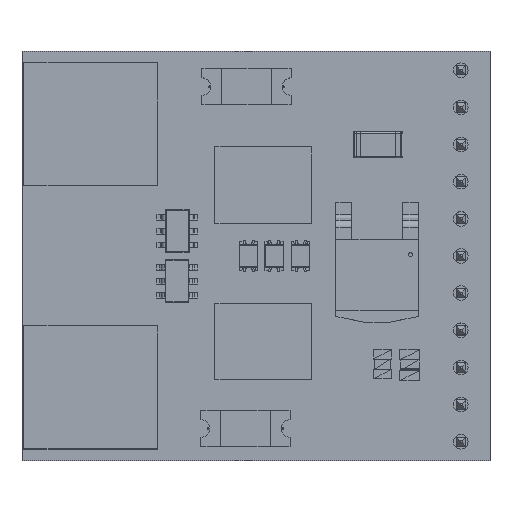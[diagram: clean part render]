
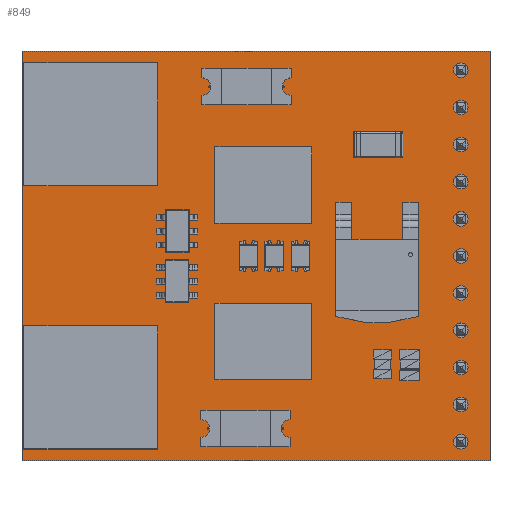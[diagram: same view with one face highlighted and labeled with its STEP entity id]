
A CAD part, top view. The second image highlights one B-rep face of the part: STEP entity #849.
In plain terms, the highlighted planar face has unit normal (0, 0, 1).
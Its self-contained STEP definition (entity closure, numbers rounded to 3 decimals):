
#180 = VERTEX_POINT('',#181);
#181 = CARTESIAN_POINT('',(0.,0.,1.59));
#187 = EDGE_CURVE('',#180,#188,#190,.T.);
#188 = VERTEX_POINT('',#189);
#189 = CARTESIAN_POINT('',(32.,0.,1.59));
#190 = LINE('',#191,#192);
#191 = CARTESIAN_POINT('',(0.,0.,1.59));
#192 = VECTOR('',#193,1.);
#193 = DIRECTION('',(1.,0.,0.));
#218 = EDGE_CURVE('',#188,#219,#221,.T.);
#219 = VERTEX_POINT('',#220);
#220 = CARTESIAN_POINT('',(32.,28.,1.59));
#221 = LINE('',#222,#223);
#222 = CARTESIAN_POINT('',(32.,0.,1.59));
#223 = VECTOR('',#224,1.);
#224 = DIRECTION('',(0.,1.,0.));
#249 = EDGE_CURVE('',#219,#250,#252,.T.);
#250 = VERTEX_POINT('',#251);
#251 = CARTESIAN_POINT('',(0.,28.,1.59));
#252 = LINE('',#253,#254);
#253 = CARTESIAN_POINT('',(32.,28.,1.59));
#254 = VECTOR('',#255,1.);
#255 = DIRECTION('',(-1.,0.,0.));
#280 = EDGE_CURVE('',#250,#180,#281,.T.);
#281 = LINE('',#282,#283);
#282 = CARTESIAN_POINT('',(0.,28.,1.59));
#283 = VECTOR('',#284,1.);
#284 = DIRECTION('',(0.,-1.,0.));
#304 = VERTEX_POINT('',#305);
#305 = CARTESIAN_POINT('',(8.65,3.25,1.59));
#311 = EDGE_CURVE('',#304,#304,#312,.T.);
#312 = CIRCLE('',#313,0.65);
#313 = AXIS2_PLACEMENT_3D('',#314,#315,#316);
#314 = CARTESIAN_POINT('',(8.,3.25,1.59));
#315 = DIRECTION('',(0.,0.,1.));
#316 = DIRECTION('',(1.,0.,0.));
#337 = VERTEX_POINT('',#338);
#338 = CARTESIAN_POINT('',(30.5,1.3,1.59));
#344 = EDGE_CURVE('',#337,#337,#345,.T.);
#345 = CIRCLE('',#346,0.5);
#346 = AXIS2_PLACEMENT_3D('',#347,#348,#349);
#347 = CARTESIAN_POINT('',(30.,1.3,1.59));
#348 = DIRECTION('',(0.,0.,1.));
#349 = DIRECTION('',(1.,0.,0.));
#370 = VERTEX_POINT('',#371);
#371 = CARTESIAN_POINT('',(30.5,3.84,1.59));
#377 = EDGE_CURVE('',#370,#370,#378,.T.);
#378 = CIRCLE('',#379,0.5);
#379 = AXIS2_PLACEMENT_3D('',#380,#381,#382);
#380 = CARTESIAN_POINT('',(30.,3.84,1.59));
#381 = DIRECTION('',(0.,0.,1.));
#382 = DIRECTION('',(1.,0.,0.));
#403 = VERTEX_POINT('',#404);
#404 = CARTESIAN_POINT('',(8.65,21.25,1.59));
#410 = EDGE_CURVE('',#403,#403,#411,.T.);
#411 = CIRCLE('',#412,0.65);
#412 = AXIS2_PLACEMENT_3D('',#413,#414,#415);
#413 = CARTESIAN_POINT('',(8.,21.25,1.59));
#414 = DIRECTION('',(0.,0.,1.));
#415 = DIRECTION('',(1.,0.,0.));
#436 = VERTEX_POINT('',#437);
#437 = CARTESIAN_POINT('',(8.65,24.75,1.59));
#443 = EDGE_CURVE('',#436,#436,#444,.T.);
#444 = CIRCLE('',#445,0.65);
#445 = AXIS2_PLACEMENT_3D('',#446,#447,#448);
#446 = CARTESIAN_POINT('',(8.,24.75,1.59));
#447 = DIRECTION('',(0.,0.,1.));
#448 = DIRECTION('',(1.,0.,0.));
#469 = VERTEX_POINT('',#470);
#470 = CARTESIAN_POINT('',(30.5,6.38,1.59));
#476 = EDGE_CURVE('',#469,#469,#477,.T.);
#477 = CIRCLE('',#478,0.5);
#478 = AXIS2_PLACEMENT_3D('',#479,#480,#481);
#479 = CARTESIAN_POINT('',(30.,6.38,1.59));
#480 = DIRECTION('',(0.,0.,1.));
#481 = DIRECTION('',(1.,0.,0.));
#502 = VERTEX_POINT('',#503);
#503 = CARTESIAN_POINT('',(8.65,6.75,1.59));
#509 = EDGE_CURVE('',#502,#502,#510,.T.);
#510 = CIRCLE('',#511,0.65);
#511 = AXIS2_PLACEMENT_3D('',#512,#513,#514);
#512 = CARTESIAN_POINT('',(8.,6.75,1.59));
#513 = DIRECTION('',(0.,0.,1.));
#514 = DIRECTION('',(1.,0.,0.));
#535 = VERTEX_POINT('',#536);
#536 = CARTESIAN_POINT('',(30.5,14.,1.59));
#542 = EDGE_CURVE('',#535,#535,#543,.T.);
#543 = CIRCLE('',#544,0.5);
#544 = AXIS2_PLACEMENT_3D('',#545,#546,#547);
#545 = CARTESIAN_POINT('',(30.,14.,1.59));
#546 = DIRECTION('',(0.,0.,1.));
#547 = DIRECTION('',(1.,0.,0.));
#568 = VERTEX_POINT('',#569);
#569 = CARTESIAN_POINT('',(30.5,16.54,1.59));
#575 = EDGE_CURVE('',#568,#568,#576,.T.);
#576 = CIRCLE('',#577,0.5);
#577 = AXIS2_PLACEMENT_3D('',#578,#579,#580);
#578 = CARTESIAN_POINT('',(30.,16.54,1.59));
#579 = DIRECTION('',(0.,0.,1.));
#580 = DIRECTION('',(1.,0.,0.));
#601 = VERTEX_POINT('',#602);
#602 = CARTESIAN_POINT('',(30.5,8.92,1.59));
#608 = EDGE_CURVE('',#601,#601,#609,.T.);
#609 = CIRCLE('',#610,0.5);
#610 = AXIS2_PLACEMENT_3D('',#611,#612,#613);
#611 = CARTESIAN_POINT('',(30.,8.92,1.59));
#612 = DIRECTION('',(0.,0.,1.));
#613 = DIRECTION('',(1.,0.,0.));
#634 = VERTEX_POINT('',#635);
#635 = CARTESIAN_POINT('',(30.5,11.46,1.59));
#641 = EDGE_CURVE('',#634,#634,#642,.T.);
#642 = CIRCLE('',#643,0.5);
#643 = AXIS2_PLACEMENT_3D('',#644,#645,#646);
#644 = CARTESIAN_POINT('',(30.,11.46,1.59));
#645 = DIRECTION('',(0.,0.,1.));
#646 = DIRECTION('',(1.,0.,0.));
#667 = VERTEX_POINT('',#668);
#668 = CARTESIAN_POINT('',(30.5,24.16,1.59));
#674 = EDGE_CURVE('',#667,#667,#675,.T.);
#675 = CIRCLE('',#676,0.5);
#676 = AXIS2_PLACEMENT_3D('',#677,#678,#679);
#677 = CARTESIAN_POINT('',(30.,24.16,1.59));
#678 = DIRECTION('',(0.,0.,1.));
#679 = DIRECTION('',(1.,0.,0.));
#700 = VERTEX_POINT('',#701);
#701 = CARTESIAN_POINT('',(30.5,26.7,1.59));
#707 = EDGE_CURVE('',#700,#700,#708,.T.);
#708 = CIRCLE('',#709,0.5);
#709 = AXIS2_PLACEMENT_3D('',#710,#711,#712);
#710 = CARTESIAN_POINT('',(30.,26.7,1.59));
#711 = DIRECTION('',(0.,0.,1.));
#712 = DIRECTION('',(1.,0.,0.));
#733 = VERTEX_POINT('',#734);
#734 = CARTESIAN_POINT('',(30.5,19.08,1.59));
#740 = EDGE_CURVE('',#733,#733,#741,.T.);
#741 = CIRCLE('',#742,0.5);
#742 = AXIS2_PLACEMENT_3D('',#743,#744,#745);
#743 = CARTESIAN_POINT('',(30.,19.08,1.59));
#744 = DIRECTION('',(0.,0.,1.));
#745 = DIRECTION('',(1.,0.,0.));
#766 = VERTEX_POINT('',#767);
#767 = CARTESIAN_POINT('',(30.5,21.62,1.59));
#773 = EDGE_CURVE('',#766,#766,#774,.T.);
#774 = CIRCLE('',#775,0.5);
#775 = AXIS2_PLACEMENT_3D('',#776,#777,#778);
#776 = CARTESIAN_POINT('',(30.,21.62,1.59));
#777 = DIRECTION('',(0.,0.,1.));
#778 = DIRECTION('',(1.,0.,0.));
#849 = ADVANCED_FACE('',(#850,#856,#859,#862,#865,#868,#871,#874,#877,
    #880,#883,#886,#889,#892,#895,#898),#901,.F.);
#850 = FACE_BOUND('',#851,.T.);
#851 = EDGE_LOOP('',(#852,#853,#854,#855));
#852 = ORIENTED_EDGE('',*,*,#187,.T.);
#853 = ORIENTED_EDGE('',*,*,#218,.T.);
#854 = ORIENTED_EDGE('',*,*,#249,.T.);
#855 = ORIENTED_EDGE('',*,*,#280,.T.);
#856 = FACE_BOUND('',#857,.F.);
#857 = EDGE_LOOP('',(#858));
#858 = ORIENTED_EDGE('',*,*,#311,.T.);
#859 = FACE_BOUND('',#860,.F.);
#860 = EDGE_LOOP('',(#861));
#861 = ORIENTED_EDGE('',*,*,#344,.T.);
#862 = FACE_BOUND('',#863,.F.);
#863 = EDGE_LOOP('',(#864));
#864 = ORIENTED_EDGE('',*,*,#377,.T.);
#865 = FACE_BOUND('',#866,.F.);
#866 = EDGE_LOOP('',(#867));
#867 = ORIENTED_EDGE('',*,*,#410,.T.);
#868 = FACE_BOUND('',#869,.F.);
#869 = EDGE_LOOP('',(#870));
#870 = ORIENTED_EDGE('',*,*,#443,.T.);
#871 = FACE_BOUND('',#872,.F.);
#872 = EDGE_LOOP('',(#873));
#873 = ORIENTED_EDGE('',*,*,#476,.T.);
#874 = FACE_BOUND('',#875,.F.);
#875 = EDGE_LOOP('',(#876));
#876 = ORIENTED_EDGE('',*,*,#509,.T.);
#877 = FACE_BOUND('',#878,.F.);
#878 = EDGE_LOOP('',(#879));
#879 = ORIENTED_EDGE('',*,*,#542,.T.);
#880 = FACE_BOUND('',#881,.F.);
#881 = EDGE_LOOP('',(#882));
#882 = ORIENTED_EDGE('',*,*,#575,.T.);
#883 = FACE_BOUND('',#884,.F.);
#884 = EDGE_LOOP('',(#885));
#885 = ORIENTED_EDGE('',*,*,#608,.T.);
#886 = FACE_BOUND('',#887,.F.);
#887 = EDGE_LOOP('',(#888));
#888 = ORIENTED_EDGE('',*,*,#641,.T.);
#889 = FACE_BOUND('',#890,.F.);
#890 = EDGE_LOOP('',(#891));
#891 = ORIENTED_EDGE('',*,*,#674,.T.);
#892 = FACE_BOUND('',#893,.F.);
#893 = EDGE_LOOP('',(#894));
#894 = ORIENTED_EDGE('',*,*,#707,.T.);
#895 = FACE_BOUND('',#896,.F.);
#896 = EDGE_LOOP('',(#897));
#897 = ORIENTED_EDGE('',*,*,#740,.T.);
#898 = FACE_BOUND('',#899,.F.);
#899 = EDGE_LOOP('',(#900));
#900 = ORIENTED_EDGE('',*,*,#773,.T.);
#901 = PLANE('',#902);
#902 = AXIS2_PLACEMENT_3D('',#903,#904,#905);
#903 = CARTESIAN_POINT('',(0.,0.,1.59));
#904 = DIRECTION('',(0.,0.,-1.));
#905 = DIRECTION('',(-1.,0.,0.));
